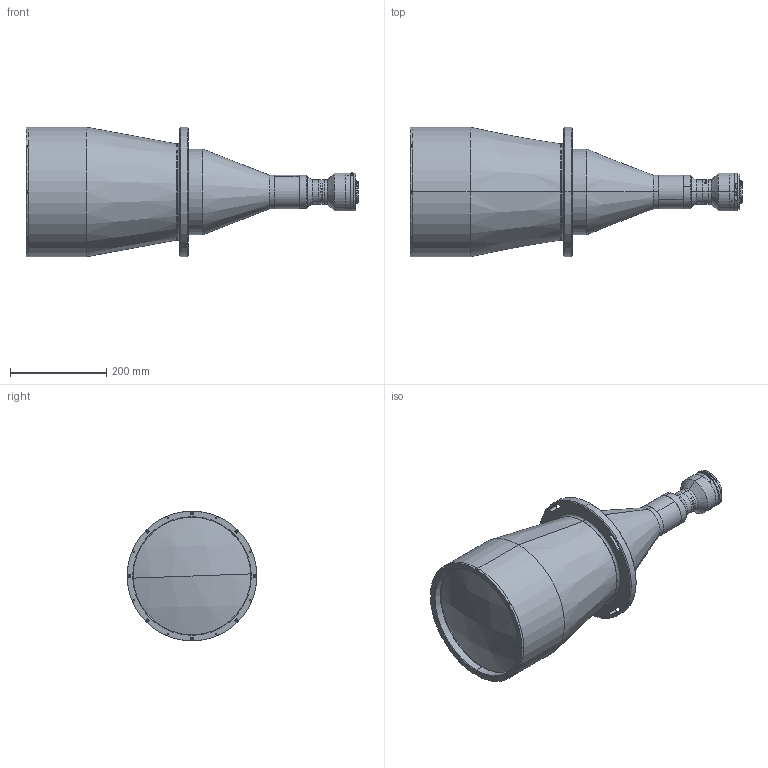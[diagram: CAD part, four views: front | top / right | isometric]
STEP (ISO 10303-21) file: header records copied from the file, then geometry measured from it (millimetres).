
FILE_DESCRIPTION (( 'STEP AP203' ), '1' );
FILE_NAME ('XF-PTL23829-F.STEP', '2019-07-24T01:42:21', ( 'lawlynn' ), ( '' ), 'SwSTEP 2.0', 'SolidWorks 2014', '' );
FILE_SCHEMA (( 'CONFIG_CONTROL_DESIGN' ));
Length unit declared in the file: millimetre
Products named in the file (1): XF-PTL23829-F
Bounding box: 691.24 x 270 x 270 mm (x, y, z)
Surface area: 594589 mm2 (no closed solid volume)
Topology: 0 solids, 48 shells, 334 faces, 1501 edges, 1211 vertices
Faces by surface type: cylinder 158, plane 114, cone 44, torus 14, sphere 4
Entity records: 20288 total; most frequent: CARTESIAN_POINT 8103, DIRECTION 2543, ORIENTED_EDGE 2134, EDGE_CURVE 1499, VERTEX_POINT 1211, AXIS2_PLACEMENT_3D 959, LINE 625, VECTOR 625
